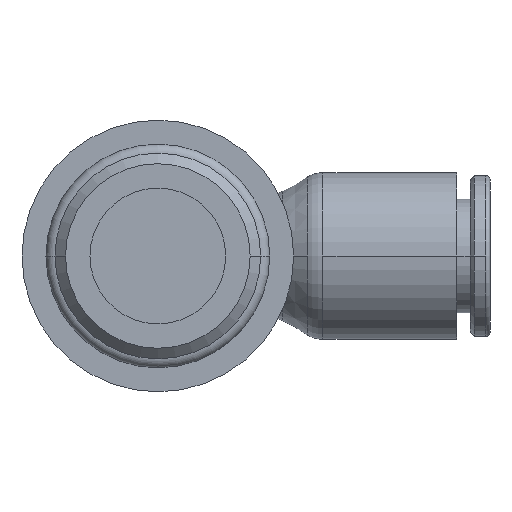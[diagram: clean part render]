
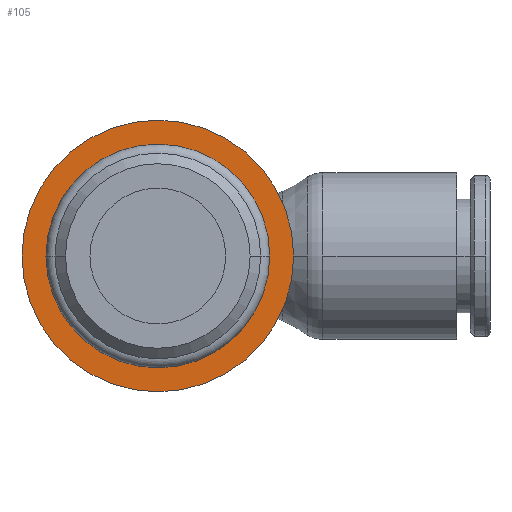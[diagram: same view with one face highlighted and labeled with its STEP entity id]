
A CAD part, front view. The second image highlights one B-rep face of the part: STEP entity #105.
In plain terms, the highlighted planar face has unit normal (0, -1, 0).
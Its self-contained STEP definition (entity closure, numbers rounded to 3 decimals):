
#105=ADVANCED_FACE('',(#261,#262),#263,.T.);
#261=FACE_BOUND('',#459,.T.);
#262=FACE_OUTER_BOUND('',#460,.T.);
#263=PLANE('',#461);
#459=EDGE_LOOP('',(#1003,#1004,#1005));
#460=EDGE_LOOP('',(#1006,#1007));
#461=AXIS2_PLACEMENT_3D('',#1008,#1009,#1010);
#1003=ORIENTED_EDGE('',*,*,#1273,.T.);
#1004=ORIENTED_EDGE('',*,*,#1278,.T.);
#1005=ORIENTED_EDGE('',*,*,#1274,.T.);
#1006=ORIENTED_EDGE('',*,*,#1439,.T.);
#1007=ORIENTED_EDGE('',*,*,#1356,.T.);
#1008=CARTESIAN_POINT('',(5.75,-4.499,0.0));
#1009=DIRECTION('',(-0.0,-1.0,-0.0));
#1010=DIRECTION('',(-1.0,0.0,0.0));
#1273=EDGE_CURVE('',#1507,#1508,#1509,.T.);
#1274=EDGE_CURVE('',#1510,#1507,#1511,.T.);
#1278=EDGE_CURVE('',#1508,#1510,#1517,.T.);
#1356=EDGE_CURVE('',#1654,#1658,#1660,.T.);
#1439=EDGE_CURVE('',#1658,#1654,#1788,.T.);
#1507=VERTEX_POINT('',#1874);
#1508=VERTEX_POINT('',#1875);
#1509=CIRCLE('',#1876,9.061);
#1510=VERTEX_POINT('',#1877);
#1511=CIRCLE('',#1878,9.061);
#1517=CIRCLE('',#1884,9.061);
#1654=VERTEX_POINT('',#2117);
#1658=VERTEX_POINT('',#2122);
#1660=CIRCLE('',#2125,11.0);
#1788=CIRCLE('',#2405,11.0);
#1874=CARTESIAN_POINT('',(0.,-4.499,9.061));
#1875=CARTESIAN_POINT('',(9.061,-4.5,0.));
#1876=AXIS2_PLACEMENT_3D('',#2538,#2539,#2540);
#1877=CARTESIAN_POINT('',(-9.061,-4.5,0.));
#1878=AXIS2_PLACEMENT_3D('',#2541,#2542,#2543);
#1884=AXIS2_PLACEMENT_3D('',#2553,#2554,#2555);
#2117=CARTESIAN_POINT('',(11.0,-4.499,0.));
#2122=CARTESIAN_POINT('',(-11.0,-4.499,0.));
#2125=AXIS2_PLACEMENT_3D('',#2720,#2721,#2722);
#2405=AXIS2_PLACEMENT_3D('',#2887,#2888,#2889);
#2538=CARTESIAN_POINT('',(0.0,-4.499,0.0));
#2539=DIRECTION('',(0.0,1.0,0.0));
#2540=DIRECTION('',(0.0,0.0,-1.0));
#2541=CARTESIAN_POINT('',(0.0,-4.499,0.0));
#2542=DIRECTION('',(0.0,1.0,0.0));
#2543=DIRECTION('',(0.0,0.0,-1.0));
#2553=CARTESIAN_POINT('',(0.0,-4.499,0.0));
#2554=DIRECTION('',(0.0,1.0,0.0));
#2555=DIRECTION('',(0.0,0.0,-1.0));
#2720=CARTESIAN_POINT('',(0.0,-4.499,0.0));
#2721=DIRECTION('',(0.0,-1.0,0.0));
#2722=DIRECTION('',(1.0,0.0,0.0));
#2887=CARTESIAN_POINT('',(0.0,-4.499,0.0));
#2888=DIRECTION('',(0.0,-1.0,0.0));
#2889=DIRECTION('',(1.0,0.0,0.0));
